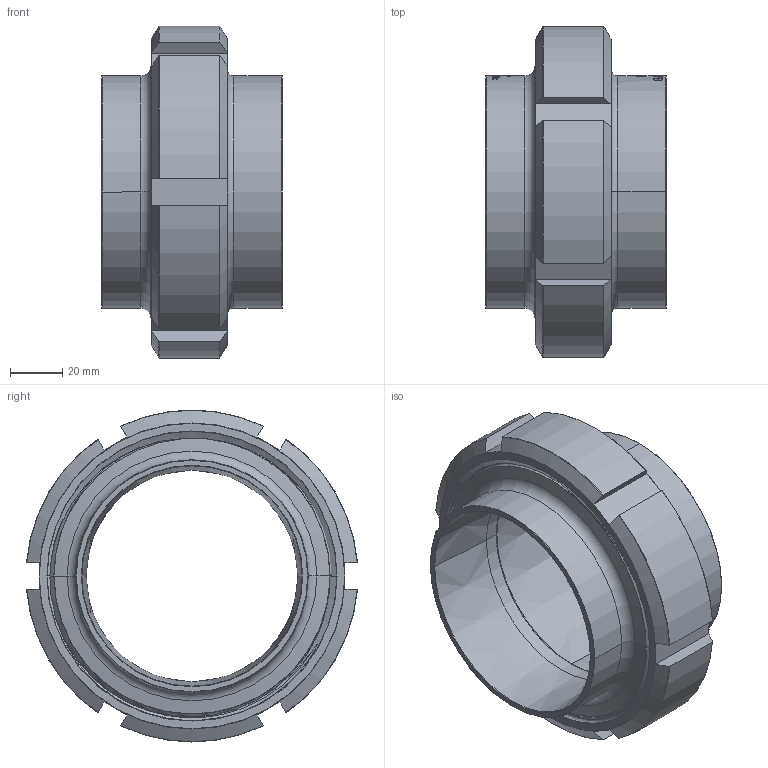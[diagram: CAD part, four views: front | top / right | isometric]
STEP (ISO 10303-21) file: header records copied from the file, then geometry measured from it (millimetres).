
FILE_DESCRIPTION (( 'STEP AP214' ), '1' );
FILE_NAME ('GL-212-088-x Verschraubung S88,3x2,3 heco.STEP', '2017-09-13T10:26:55', ( '' ), ( '' ), 'SwSTEP 2.0', 'SolidWorks 2016', '' );
FILE_SCHEMA (( 'AUTOMOTIVE_DESIGN' ));
Length unit declared in the file: millimetre
Products named in the file (1): GL-212-088-x Verschraubung S88,3x2,3 heco
Bounding box: 69 x 126.61 x 127 mm (x, y, z)
Volume: 220761.9 mm3; surface area: 98906.9 mm2
Topology: 4 solids, 4 shells, 743 faces, 1921 edges, 1258 vertices
Faces by surface type: bspline 339, plane 214, cylinder 83, torus 75, cone 32
Entity records: 77270 total; most frequent: CARTESIAN_POINT 53219, ORIENTED_EDGE 3842, DIRECTION 2253, EDGE_CURVE 1921, VERTEX_POINT 1258, EDGE_LOOP 823, B_SPLINE_CURVE_WITH_KNOTS 795, VECTOR 765
